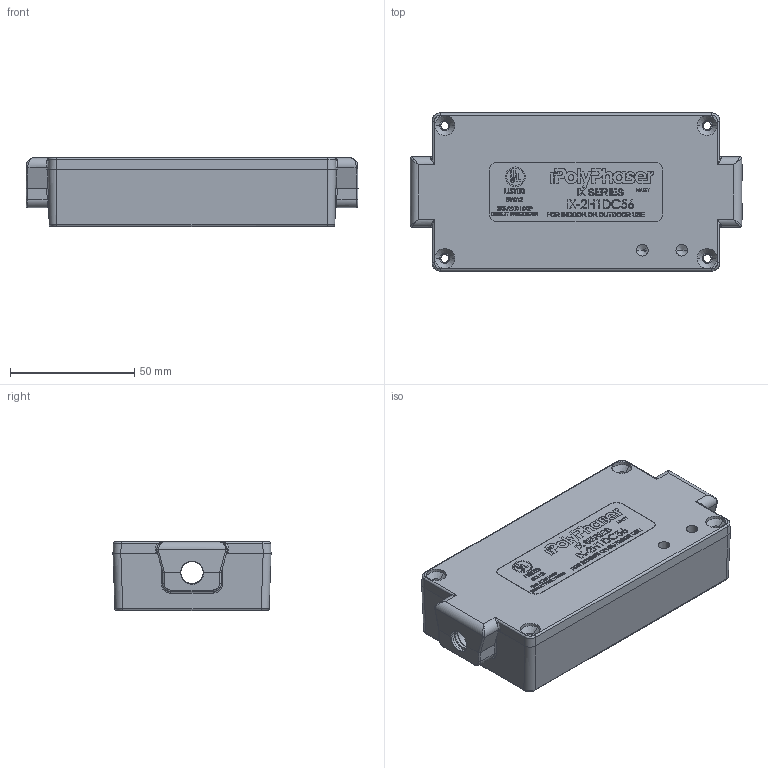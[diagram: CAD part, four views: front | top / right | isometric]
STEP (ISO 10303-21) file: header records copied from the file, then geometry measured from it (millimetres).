
FILE_DESCRIPTION (( 'STEP AP214' ), '1' );
FILE_NAME ('IX-2H1DC56.STEP', '2019-07-30T15:43:02', ( '' ), ( '' ), 'SwSTEP 2.0', 'SolidWorks 2019', '' );
FILE_SCHEMA (( 'AUTOMOTIVE_DESIGN' ));
Length unit declared in the file: inch
Products named in the file (14): 7040-0109; 7020-3018; 9500-0041; 7020-3096; 5331-0012; 5331-0012-01; 5331-0013; IX-2H1DC56; 5331-0013-01
Assembly tree (8 placements, depth 4):
  7040-0109
  7020-3018
  7020-3096
  5331-0012
  IX-2H1DC56
    5331-0012-01
      5331-0012
    9500-0041
      5331-0013-01
        5331-0013
      7040-0109
    7020-3096
    7020-3018
Bounding box: 133.35 x 63.5 x 27.75 mm (x, y, z)
Volume: 85424.2 mm3; surface area: 65144.2 mm2
Topology: 5 solids, 5 shells, 5324 faces, 14424 edges, 9487 vertices
Faces by surface type: plane 4039, bspline 837, cylinder 408, cone 40
Entity records: 228697 total; most frequent: CARTESIAN_POINT 82955, ORIENTED_EDGE 28772, DIRECTION 22359, EDGE_CURVE 14386, LINE 11893, VECTOR 11893, VERTEX_POINT 9487, EDGE_LOOP 5761
